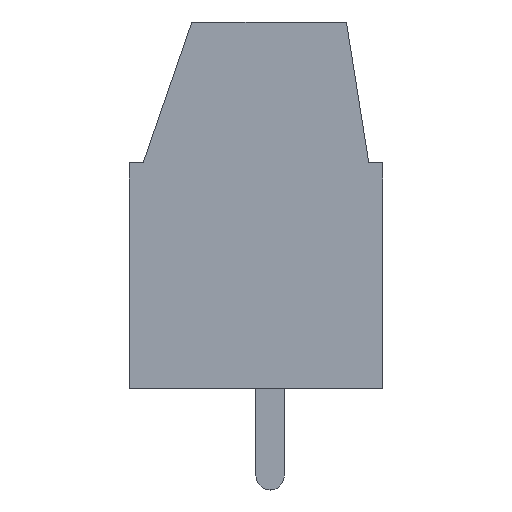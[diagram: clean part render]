
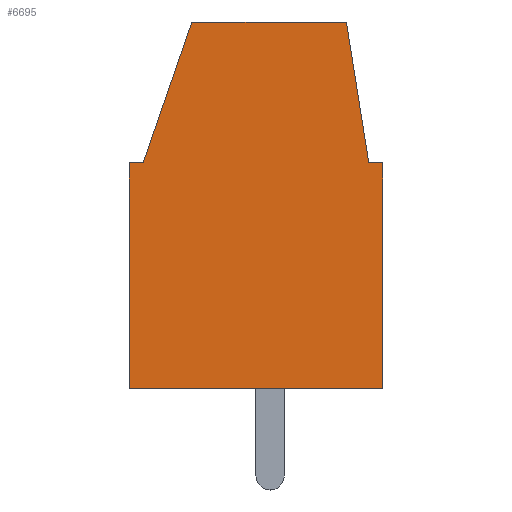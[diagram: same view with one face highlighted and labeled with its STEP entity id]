
A CAD part, left-side view. The second image highlights one B-rep face of the part: STEP entity #6695.
In plain terms, the highlighted face is planar.
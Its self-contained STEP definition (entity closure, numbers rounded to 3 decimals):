
#750=ORIENTED_EDGE('',*,*,#1778,.F.);
#751=ORIENTED_EDGE('',*,*,#1789,.T.);
#752=ORIENTED_EDGE('',*,*,#2005,.T.);
#753=ORIENTED_EDGE('',*,*,#1774,.T.);
#754=ORIENTED_EDGE('',*,*,#2014,.T.);
#755=ORIENTED_EDGE('',*,*,#1998,.T.);
#756=ORIENTED_EDGE('',*,*,#1769,.F.);
#757=ORIENTED_EDGE('',*,*,#1913,.F.);
#1769=EDGE_CURVE('',#2519,#2517,#3014,.T.);
#1774=EDGE_CURVE('',#2521,#2524,#3018,.T.);
#1778=EDGE_CURVE('',#2528,#2529,#3022,.T.);
#1789=EDGE_CURVE('',#2528,#2538,#3033,.T.);
#1913=EDGE_CURVE('',#2529,#2519,#3133,.T.);
#1998=EDGE_CURVE('',#2677,#2517,#3194,.T.);
#2005=EDGE_CURVE('',#2538,#2521,#3200,.T.);
#2014=EDGE_CURVE('',#2524,#2677,#3208,.T.);
#2517=VERTEX_POINT('',#8652);
#2519=VERTEX_POINT('',#8656);
#2521=VERTEX_POINT('',#8662);
#2524=VERTEX_POINT('',#8667);
#2528=VERTEX_POINT('',#8676);
#2529=VERTEX_POINT('',#8678);
#2538=VERTEX_POINT('',#8698);
#2677=VERTEX_POINT('',#9346);
#3014=LINE('',#8657,#3608);
#3018=LINE('',#8668,#3612);
#3022=LINE('',#8677,#3616);
#3033=LINE('',#8699,#3627);
#3133=LINE('',#9010,#3727);
#3194=LINE('',#9345,#3788);
#3200=LINE('',#9360,#3794);
#3208=LINE('',#9380,#3802);
#3608=VECTOR('',#7275,1000.);
#3612=VECTOR('',#7283,1000.);
#3616=VECTOR('',#7289,1000.);
#3627=VECTOR('',#7302,1000.);
#3727=VECTOR('',#7508,1000.);
#3788=VECTOR('',#7663,1000.);
#3794=VECTOR('',#7683,1000.);
#3802=VECTOR('',#7711,1000.);
#4282=EDGE_LOOP('',(#750,#751,#752,#753,#754,#755,#756,#757));
#4537=FACE_BOUND('',#4282,.T.);
#4767=PLANE('',#7003);
#6695=ADVANCED_FACE('',(#4537),#4767,.T.);
#7003=AXIS2_PLACEMENT_3D('',#9386,#7722,#7723);
#7275=DIRECTION('',(0.,1.,0.));
#7283=DIRECTION('',(-1.,0.,0.));
#7289=DIRECTION('',(0.,-1.,0.));
#7302=DIRECTION('',(-1.,0.,0.));
#7508=DIRECTION('',(-1.,0.,0.));
#7663=DIRECTION('',(-1.,0.,0.));
#7683=DIRECTION('',(-0.156,0.988,0.));
#7711=DIRECTION('',(-0.326,-0.946,0.));
#7722=DIRECTION('',(0.,0.,1.));
#7723=DIRECTION('',(1.,0.,0.));
#8652=CARTESIAN_POINT('',(-5.,8.,0.));
#8656=CARTESIAN_POINT('',(-5.,0.,0.));
#8657=CARTESIAN_POINT('',(-5.,0.,0.));
#8662=CARTESIAN_POINT('',(2.708,13.,0.));
#8667=CARTESIAN_POINT('',(-2.778,13.,0.));
#8668=CARTESIAN_POINT('',(0.,13.,0.));
#8676=CARTESIAN_POINT('',(4.,8.,0.));
#8677=CARTESIAN_POINT('',(4.,0.,0.));
#8678=CARTESIAN_POINT('',(4.,0.,0.));
#8698=CARTESIAN_POINT('',(3.5,8.,0.));
#8699=CARTESIAN_POINT('',(0.,8.,0.));
#9010=CARTESIAN_POINT('',(0.,0.,0.));
#9345=CARTESIAN_POINT('',(0.,8.,0.));
#9346=CARTESIAN_POINT('',(-4.5,8.,0.));
#9360=CARTESIAN_POINT('',(4.767,0.,0.));
#9380=CARTESIAN_POINT('',(-7.255,0.,0.));
#9386=CARTESIAN_POINT('',(-4.433,0.923,0.));
